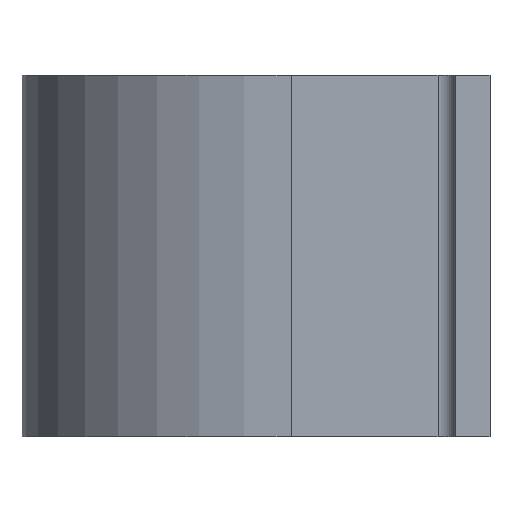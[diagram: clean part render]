
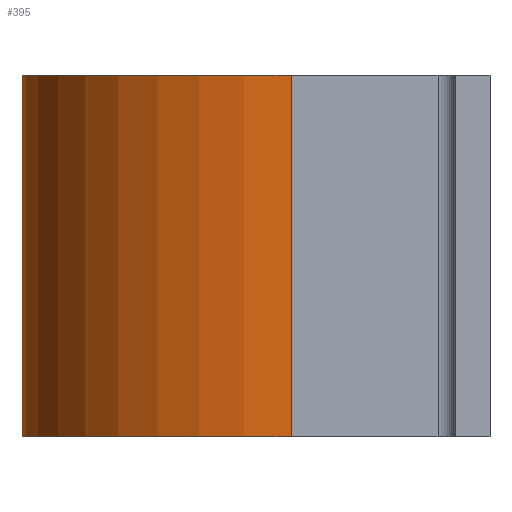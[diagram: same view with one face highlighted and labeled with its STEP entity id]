
A CAD part, left-side view. The second image highlights one B-rep face of the part: STEP entity #395.
In plain terms, the highlighted cylindrical face has radius 11.836 mm (diameter 23.673 mm), a partial arc.
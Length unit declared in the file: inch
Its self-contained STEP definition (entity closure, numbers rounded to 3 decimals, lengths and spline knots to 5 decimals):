
#55 = VERTEX_POINT ( 'NONE', #156 ) ;
#63 = DIRECTION ( 'NONE',  ( 1., 0., 0. ) ) ;
#71 = CARTESIAN_POINT ( 'NONE',  ( 1.187, 0.344, -0.3125 ) ) ;
#74 = CARTESIAN_POINT ( 'NONE',  ( 1.653, 0.344, 0.3125 ) ) ;
#75 = LINE ( 'NONE', #74, #159 ) ;
#101 = CIRCLE ( 'NONE', #140, 0.466 ) ;
#125 = DIRECTION ( 'NONE',  ( 1., 0., 0. ) ) ;
#129 = AXIS2_PLACEMENT_3D ( 'NONE', #504, #151, #63 ) ;
#140 = AXIS2_PLACEMENT_3D ( 'NONE', #71, #426, #125 ) ;
#151 = DIRECTION ( 'NONE',  ( 0., 0., -1. ) ) ;
#153 = EDGE_CURVE ( 'NONE', #314, #154, #488, .T. ) ;
#154 = VERTEX_POINT ( 'NONE', #453 ) ;
#155 = CYLINDRICAL_SURFACE ( 'NONE', #530, 0.466 ) ;
#156 = CARTESIAN_POINT ( 'NONE',  ( 1.653, 0.344, -0.3125 ) ) ;
#157 = EDGE_LOOP ( 'NONE', ( #265, #198, #237, #279 ) ) ;
#159 = VECTOR ( 'NONE', #428, 39.37008 ) ;
#169 = DIRECTION ( 'NONE',  ( 0., 0., -1. ) ) ;
#198 = ORIENTED_EDGE ( 'NONE', *, *, #153, .F. ) ;
#227 = CARTESIAN_POINT ( 'NONE',  ( 0.721, 0.344, 0.3125 ) ) ;
#228 = CARTESIAN_POINT ( 'NONE',  ( 0.721, 0.344, 0.3125 ) ) ;
#233 = FACE_OUTER_BOUND ( 'NONE', #157, .T. ) ;
#237 = ORIENTED_EDGE ( 'NONE', *, *, #272, .T. ) ;
#265 = ORIENTED_EDGE ( 'NONE', *, *, #465, .F. ) ;
#272 = EDGE_CURVE ( 'NONE', #314, #316, #317, .T. ) ;
#279 = ORIENTED_EDGE ( 'NONE', *, *, #496, .T. ) ;
#286 = CARTESIAN_POINT ( 'NONE',  ( 1.653, 0.344, 0.3125 ) ) ;
#291 = DIRECTION ( 'NONE',  ( -1., 0., 0. ) ) ;
#314 = VERTEX_POINT ( 'NONE', #227 ) ;
#316 = VERTEX_POINT ( 'NONE', #286 ) ;
#317 = CIRCLE ( 'NONE', #129, 0.466 ) ;
#395 = ADVANCED_FACE ( 'NONE', ( #233 ), #155, .T. ) ;
#426 = DIRECTION ( 'NONE',  ( 0., 0., -1. ) ) ;
#428 = DIRECTION ( 'NONE',  ( 0., 0., -1. ) ) ;
#453 = CARTESIAN_POINT ( 'NONE',  ( 0.721, 0.344, -0.3125 ) ) ;
#465 = EDGE_CURVE ( 'NONE', #154, #55, #101, .T. ) ;
#476 = DIRECTION ( 'NONE',  ( 0., 0., -1. ) ) ;
#482 = VECTOR ( 'NONE', #476, 39.37008 ) ;
#488 = LINE ( 'NONE', #228, #482 ) ;
#496 = EDGE_CURVE ( 'NONE', #316, #55, #75, .T. ) ;
#504 = CARTESIAN_POINT ( 'NONE',  ( 1.187, 0.344, 0.3125 ) ) ;
#507 = CARTESIAN_POINT ( 'NONE',  ( 1.187, 0.344, 0.3125 ) ) ;
#530 = AXIS2_PLACEMENT_3D ( 'NONE', #507, #169, #291 ) ;
